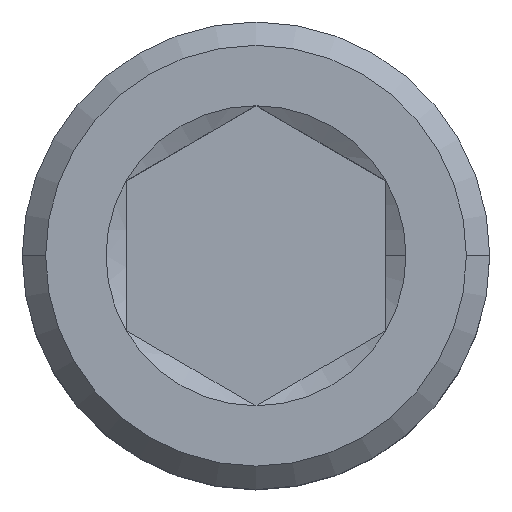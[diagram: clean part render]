
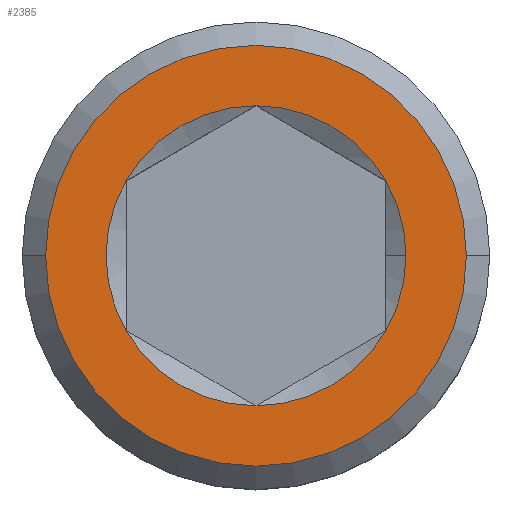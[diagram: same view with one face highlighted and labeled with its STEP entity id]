
A CAD part, top view. The second image highlights one B-rep face of the part: STEP entity #2385.
In plain terms, the highlighted planar face has unit normal (0, 0, 1).
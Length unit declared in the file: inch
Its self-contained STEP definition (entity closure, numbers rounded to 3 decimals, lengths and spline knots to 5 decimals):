
#7 = VERTEX_POINT ( 'NONE', #913 ) ;
#16 = DIRECTION ( 'NONE',  ( 0., 0., 1. ) ) ;
#120 = FACE_OUTER_BOUND ( 'NONE', #3472, .T. ) ;
#224 = VERTEX_POINT ( 'NONE', #4323 ) ;
#312 = VERTEX_POINT ( 'NONE', #1763 ) ;
#361 = ORIENTED_EDGE ( 'NONE', *, *, #3515, .F. ) ;
#385 = CARTESIAN_POINT ( 'NONE',  ( 0., 0., 0.2305 ) ) ;
#413 = DIRECTION ( 'NONE',  ( 0., 0., 1. ) ) ;
#430 = ORIENTED_EDGE ( 'NONE', *, *, #4744, .F. ) ;
#445 = VERTEX_POINT ( 'NONE', #4388 ) ;
#526 = CIRCLE ( 'NONE', #4318, 0.04511 ) ;
#530 = CIRCLE ( 'NONE', #1703, 0.04511 ) ;
#606 = DIRECTION ( 'NONE',  ( 0., 0., 1. ) ) ;
#656 = DIRECTION ( 'NONE',  ( 1., 0., 0. ) ) ;
#695 = CIRCLE ( 'NONE', #2900, 0.06328 ) ;
#711 = CARTESIAN_POINT ( 'NONE',  ( -0.03906, -0.02255, 0.2305 ) ) ;
#732 = CARTESIAN_POINT ( 'NONE',  ( 0., 0., 0.2305 ) ) ;
#803 = PLANE ( 'NONE',  #2418 ) ;
#913 = CARTESIAN_POINT ( 'NONE',  ( 0.04511, 0., 0.2305 ) ) ;
#979 = DIRECTION ( 'NONE',  ( 1., 0., 0. ) ) ;
#1003 = AXIS2_PLACEMENT_3D ( 'NONE', #732, #4885, #2993 ) ;
#1044 = CIRCLE ( 'NONE', #4480, 0.04511 ) ;
#1086 = EDGE_CURVE ( 'NONE', #4774, #445, #695, .T. ) ;
#1114 = CARTESIAN_POINT ( 'NONE',  ( 0., 0., 0.2305 ) ) ;
#1186 = DIRECTION ( 'NONE',  ( 1., 0., 0. ) ) ;
#1196 = VERTEX_POINT ( 'NONE', #711 ) ;
#1464 = DIRECTION ( 'NONE',  ( 1., 0., 0. ) ) ;
#1479 = FACE_BOUND ( 'NONE', #2690, .T. ) ;
#1495 = CARTESIAN_POINT ( 'NONE',  ( 0., 0.07031, 0.2305 ) ) ;
#1529 = CARTESIAN_POINT ( 'NONE',  ( 0., 0., 0.2305 ) ) ;
#1642 = AXIS2_PLACEMENT_3D ( 'NONE', #1887, #16, #2896 ) ;
#1654 = DIRECTION ( 'NONE',  ( 1., 0., 0. ) ) ;
#1703 = AXIS2_PLACEMENT_3D ( 'NONE', #1114, #1888, #2591 ) ;
#1763 = CARTESIAN_POINT ( 'NONE',  ( -0.03906, 0.02255, 0.2305 ) ) ;
#1769 = EDGE_CURVE ( 'NONE', #2308, #7, #1044, .T. ) ;
#1887 = CARTESIAN_POINT ( 'NONE',  ( 0., 0., 0.2305 ) ) ;
#1888 = DIRECTION ( 'NONE',  ( 0., 0., 1. ) ) ;
#1905 = ORIENTED_EDGE ( 'NONE', *, *, #2430, .T. ) ;
#1913 = AXIS2_PLACEMENT_3D ( 'NONE', #1529, #4309, #1654 ) ;
#1991 = EDGE_CURVE ( 'NONE', #224, #312, #4821, .T. ) ;
#2181 = CARTESIAN_POINT ( 'NONE',  ( 0., 0., 0.2305 ) ) ;
#2256 = DIRECTION ( 'NONE',  ( 0., 0., 1. ) ) ;
#2308 = VERTEX_POINT ( 'NONE', #2563 ) ;
#2385 = ADVANCED_FACE ( 'NONE', ( #120, #1479 ), #803, .T. ) ;
#2418 = AXIS2_PLACEMENT_3D ( 'NONE', #1495, #413, #1186 ) ;
#2430 = EDGE_CURVE ( 'NONE', #445, #4774, #3248, .T. ) ;
#2563 = CARTESIAN_POINT ( 'NONE',  ( 0.03906, -0.02255, 0.2305 ) ) ;
#2586 = CIRCLE ( 'NONE', #1642, 0.04511 ) ;
#2591 = DIRECTION ( 'NONE',  ( 1., 0., 0. ) ) ;
#2650 = ORIENTED_EDGE ( 'NONE', *, *, #3807, .F. ) ;
#2665 = CARTESIAN_POINT ( 'NONE',  ( 0., 0., 0.2305 ) ) ;
#2684 = AXIS2_PLACEMENT_3D ( 'NONE', #385, #4563, #3469 ) ;
#2690 = EDGE_LOOP ( 'NONE', ( #2650, #4061, #4328, #361, #430, #3229, #4450 ) ) ;
#2726 = CARTESIAN_POINT ( 'NONE',  ( 0., 0., 0.2305 ) ) ;
#2865 = CARTESIAN_POINT ( 'NONE',  ( 0., 0., 0.2305 ) ) ;
#2896 = DIRECTION ( 'NONE',  ( 1., 0., 0. ) ) ;
#2900 = AXIS2_PLACEMENT_3D ( 'NONE', #2665, #2256, #1464 ) ;
#2993 = DIRECTION ( 'NONE',  ( 1., 0., 0. ) ) ;
#3056 = CARTESIAN_POINT ( 'NONE',  ( -0.06328, 0., 0.2305 ) ) ;
#3128 = CIRCLE ( 'NONE', #1913, 0.04511 ) ;
#3229 = ORIENTED_EDGE ( 'NONE', *, *, #4691, .F. ) ;
#3248 = CIRCLE ( 'NONE', #2684, 0.06328 ) ;
#3444 = DIRECTION ( 'NONE',  ( 1., 0., 0. ) ) ;
#3469 = DIRECTION ( 'NONE',  ( 1., 0., 0. ) ) ;
#3472 = EDGE_LOOP ( 'NONE', ( #4428, #1905 ) ) ;
#3515 = EDGE_CURVE ( 'NONE', #3607, #2308, #3128, .T. ) ;
#3607 = VERTEX_POINT ( 'NONE', #3899 ) ;
#3807 = EDGE_CURVE ( 'NONE', #3958, #224, #4260, .T. ) ;
#3899 = CARTESIAN_POINT ( 'NONE',  ( 0., -0.04511, 0.2305 ) ) ;
#3958 = VERTEX_POINT ( 'NONE', #4418 ) ;
#4061 = ORIENTED_EDGE ( 'NONE', *, *, #4218, .F. ) ;
#4094 = DIRECTION ( 'NONE',  ( 0., 0., 1. ) ) ;
#4096 = AXIS2_PLACEMENT_3D ( 'NONE', #2865, #606, #979 ) ;
#4218 = EDGE_CURVE ( 'NONE', #7, #3958, #530, .T. ) ;
#4260 = CIRCLE ( 'NONE', #4096, 0.04511 ) ;
#4309 = DIRECTION ( 'NONE',  ( 0., 0., 1. ) ) ;
#4318 = AXIS2_PLACEMENT_3D ( 'NONE', #2726, #4587, #3444 ) ;
#4323 = CARTESIAN_POINT ( 'NONE',  ( 0., 0.04511, 0.2305 ) ) ;
#4328 = ORIENTED_EDGE ( 'NONE', *, *, #1769, .F. ) ;
#4388 = CARTESIAN_POINT ( 'NONE',  ( 0.06328, 0., 0.2305 ) ) ;
#4418 = CARTESIAN_POINT ( 'NONE',  ( 0.03906, 0.02255, 0.2305 ) ) ;
#4428 = ORIENTED_EDGE ( 'NONE', *, *, #1086, .T. ) ;
#4450 = ORIENTED_EDGE ( 'NONE', *, *, #1991, .F. ) ;
#4480 = AXIS2_PLACEMENT_3D ( 'NONE', #2181, #4094, #656 ) ;
#4563 = DIRECTION ( 'NONE',  ( 0., 0., 1. ) ) ;
#4587 = DIRECTION ( 'NONE',  ( 0., 0., 1. ) ) ;
#4691 = EDGE_CURVE ( 'NONE', #312, #1196, #2586, .T. ) ;
#4744 = EDGE_CURVE ( 'NONE', #1196, #3607, #526, .T. ) ;
#4774 = VERTEX_POINT ( 'NONE', #3056 ) ;
#4821 = CIRCLE ( 'NONE', #1003, 0.04511 ) ;
#4885 = DIRECTION ( 'NONE',  ( 0., 0., 1. ) ) ;
